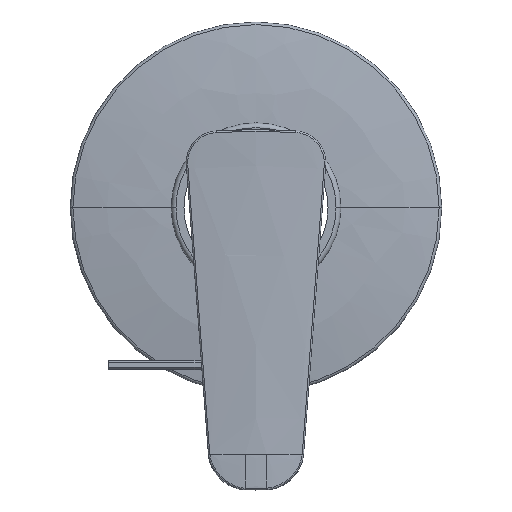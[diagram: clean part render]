
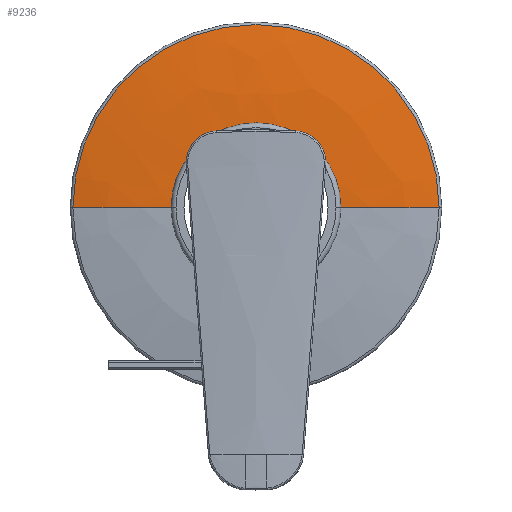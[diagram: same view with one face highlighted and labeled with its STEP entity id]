
A CAD part, top view. The second image highlights one B-rep face of the part: STEP entity #9236.
In plain terms, the highlighted free-form (B-spline) face has degree [3, 3] with [7, 4] control points.
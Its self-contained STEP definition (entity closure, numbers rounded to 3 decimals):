
#8931=CARTESIAN_POINT('',(0.,6.149,0.));
#8932=DIRECTION('',(0.,1.,0.));
#8933=DIRECTION('',(-1.,0.,0.));
#8934=AXIS2_PLACEMENT_3D('',#8931,#8932,#8933);
#8963=CARTESIAN_POINT('',(25.,-174.,0.));
#8964=DIRECTION('',(0.,0.,1.));
#8965=DIRECTION('',(0.176,0.984,0.));
#8966=AXIS2_PLACEMENT_3D('',#8963,#8964,#8965);
#8971=CARTESIAN_POINT('',(-25.,-174.,0.));
#8972=DIRECTION('',(0.,0.,-1.));
#8973=DIRECTION('',(-0.176,0.984,0.));
#8974=AXIS2_PLACEMENT_3D('',#8971,#8972,#8973);
#9001=CARTESIAN_POINT('',(0.,9.,0.));
#9002=DIRECTION('',(0.,-1.,0.));
#9003=DIRECTION('',(1.,0.,0.));
#9004=AXIS2_PLACEMENT_3D('',#9001,#9002,#9003);
#9165=CARTESIAN_POINT('',(25.,9.,0.));
#9167=VERTEX_POINT('',#9165);
#9169=CARTESIAN_POINT('',(-25.,9.,0.));
#9171=VERTEX_POINT('',#9169);
#9181=CARTESIAN_POINT('',(57.176,6.149,0.));
#9182=CARTESIAN_POINT('',(-57.176,6.149,
0.));
#9183=VERTEX_POINT('',#9181);
#9184=VERTEX_POINT('',#9182);
#9197=CARTESIAN_POINT('',(24.305,8.999,-1.529));
#9198=CARTESIAN_POINT('',(35.511,9.039,-2.234));
#9199=CARTESIAN_POINT('',(46.674,8.048,-2.936));
#9200=CARTESIAN_POINT('',(57.698,6.034,-3.63));
#9201=CARTESIAN_POINT('',(25.246,8.999,13.428));
#9202=CARTESIAN_POINT('',(36.886,9.039,19.619));
#9203=CARTESIAN_POINT('',(48.481,8.048,25.786));
#9204=CARTESIAN_POINT('',(59.932,6.034,31.877));
#9205=CARTESIAN_POINT('',(14.987,8.999,24.353));
#9206=CARTESIAN_POINT('',(21.897,9.039,35.581));
#9207=CARTESIAN_POINT('',(28.78,8.048,46.766));
#9208=CARTESIAN_POINT('',(35.578,6.034,57.812));
#9209=CARTESIAN_POINT('',(0.,8.999,24.353));
#9210=CARTESIAN_POINT('',(0.,9.039,35.581));
#9211=CARTESIAN_POINT('',(0.,8.048,46.766));
#9212=CARTESIAN_POINT('',(0.,6.034,57.812));
#9213=CARTESIAN_POINT('',(-14.987,8.999,24.353));
#9214=CARTESIAN_POINT('',(-21.897,9.039,35.581));
#9215=CARTESIAN_POINT('',(-28.78,8.048,46.766));
#9216=CARTESIAN_POINT('',(-35.578,6.034,57.812));
#9217=CARTESIAN_POINT('',(-25.246,8.999,13.428));
#9218=CARTESIAN_POINT('',(-36.886,9.039,19.619));
#9219=CARTESIAN_POINT('',(-48.481,8.048,25.786));
#9220=CARTESIAN_POINT('',(-59.932,6.034,31.877));
#9221=CARTESIAN_POINT('',(-24.305,8.999,
-1.529));
#9222=CARTESIAN_POINT('',(-35.511,9.039,
-2.234));
#9223=CARTESIAN_POINT('',(-46.674,8.048,
-2.936));
#9224=CARTESIAN_POINT('',(-57.698,6.034,
-3.63));
#9225=(BOUNDED_SURFACE()B_SPLINE_SURFACE(3,3,((#9197,#9198,#9199,#9200),(#9201,
#9202,#9203,#9204),(#9205,#9206,#9207,#9208),(#9209,#9210,#9211,#9212),(#9213,
#9214,#9215,#9216),(#9217,#9218,#9219,#9220),(#9221,#9222,#9223,#9224)),
.UNSPECIFIED.,.F.,.F.,.F.)B_SPLINE_SURFACE_WITH_KNOTS((4,3,4),(4,4),(0.,1.,
2.),(0.,1.),.UNSPECIFIED.)GEOMETRIC_REPRESENTATION_ITEM()RATIONAL_B_SPLINE_SURFACE(((1.19,1.186,1.186,1.19),(
0.94,0.937,0.937,0.94),(
0.94,0.937,0.937,0.94),(
1.19,1.186,1.186,1.19),(
0.94,0.937,0.937,0.94),(
0.94,0.937,0.937,0.94),(
1.19,1.186,1.186,1.19)))REPRESENTATION_ITEM('')SURFACE());
#9227=ORIENTED_EDGE('',*,*,#9226,.F.);
#9229=ORIENTED_EDGE('',*,*,#9228,.T.);
#9231=ORIENTED_EDGE('',*,*,#9230,.F.);
#9233=ORIENTED_EDGE('',*,*,#9232,.F.);
#9234=EDGE_LOOP('',(#9227,#9229,#9231,#9233));
#9235=FACE_OUTER_BOUND('',#9234,.F.);
#9236=ADVANCED_FACE('',(#9235),#9225,.T.);
#8935=CIRCLE('',#8934,57.176);
#8967=CIRCLE('',#8966,183.);
#8975=CIRCLE('',#8974,183.);
#9005=CIRCLE('',#9004,25.);
#9226=EDGE_CURVE('',#9184,#9183,#8935,.T.);
#9228=EDGE_CURVE('',#9184,#9171,#8975,.T.);
#9230=EDGE_CURVE('',#9167,#9171,#9005,.T.);
#9232=EDGE_CURVE('',#9183,#9167,#8967,.T.);
